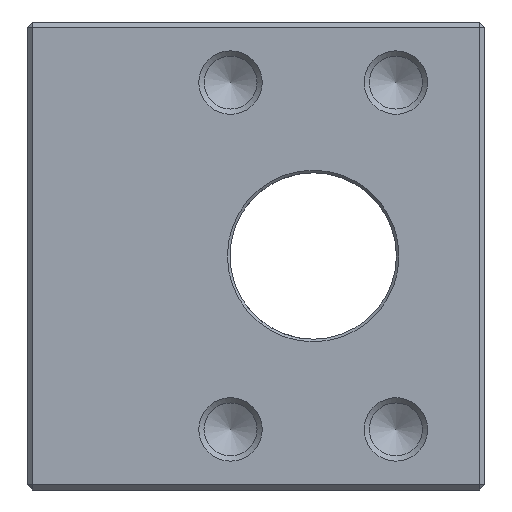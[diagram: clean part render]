
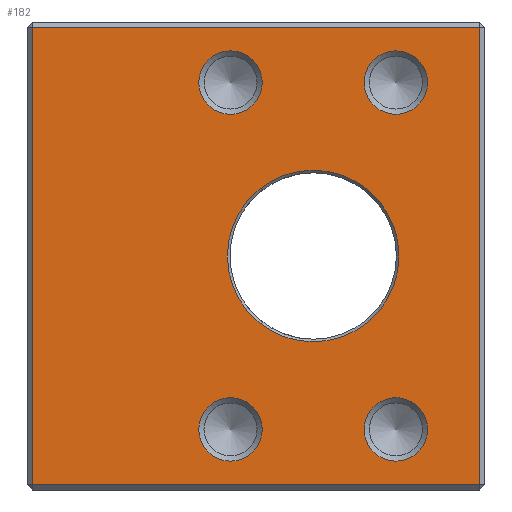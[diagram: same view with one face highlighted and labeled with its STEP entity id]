
A CAD part, left-side view. The second image highlights one B-rep face of the part: STEP entity #182.
In plain terms, the highlighted planar face has unit normal (-1, 0, 0).
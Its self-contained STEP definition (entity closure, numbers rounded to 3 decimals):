
#182=ADVANCED_FACE('',(#371,#372,#373,#374,#375,#376),#249,.F.);
#249=PLANE('',#988);
#275=LINE('',#1377,#323);
#276=LINE('',#1380,#324);
#277=LINE('',#1382,#325);
#278=LINE('',#1384,#326);
#323=VECTOR('',#1106,1.);
#324=VECTOR('',#1107,1.);
#325=VECTOR('',#1108,1.);
#326=VECTOR('',#1109,1.);
#371=FACE_BOUND('',#472,.T.);
#372=FACE_BOUND('',#473,.T.);
#373=FACE_BOUND('',#474,.T.);
#374=FACE_BOUND('',#475,.T.);
#375=FACE_BOUND('',#476,.T.);
#376=FACE_BOUND('',#477,.T.);
#472=EDGE_LOOP('',(#584));
#473=EDGE_LOOP('',(#585));
#474=EDGE_LOOP('',(#586));
#475=EDGE_LOOP('',(#587));
#476=EDGE_LOOP('',(#588));
#477=EDGE_LOOP('',(#589,#590,#591,#592));
#584=ORIENTED_EDGE('',*,*,#848,.T.);
#585=ORIENTED_EDGE('',*,*,#849,.T.);
#586=ORIENTED_EDGE('',*,*,#850,.T.);
#587=ORIENTED_EDGE('',*,*,#851,.T.);
#588=ORIENTED_EDGE('',*,*,#852,.T.);
#589=ORIENTED_EDGE('',*,*,#853,.T.);
#590=ORIENTED_EDGE('',*,*,#854,.T.);
#591=ORIENTED_EDGE('',*,*,#855,.T.);
#592=ORIENTED_EDGE('',*,*,#856,.T.);
#768=VERTEX_POINT('',#1368);
#769=VERTEX_POINT('',#1370);
#770=VERTEX_POINT('',#1372);
#771=VERTEX_POINT('',#1374);
#772=VERTEX_POINT('',#1376);
#773=VERTEX_POINT('',#1378);
#774=VERTEX_POINT('',#1379);
#775=VERTEX_POINT('',#1381);
#776=VERTEX_POINT('',#1383);
#848=EDGE_CURVE('',#768,#768,#940,.T.);
#849=EDGE_CURVE('',#769,#769,#941,.T.);
#850=EDGE_CURVE('',#770,#770,#942,.T.);
#851=EDGE_CURVE('',#771,#771,#943,.T.);
#852=EDGE_CURVE('',#772,#772,#944,.T.);
#853=EDGE_CURVE('',#773,#774,#275,.T.);
#854=EDGE_CURVE('',#774,#775,#276,.T.);
#855=EDGE_CURVE('',#775,#776,#277,.T.);
#856=EDGE_CURVE('',#776,#773,#278,.T.);
#940=CIRCLE('',#983,6.1);
#941=CIRCLE('',#984,6.1);
#942=CIRCLE('',#985,6.1);
#943=CIRCLE('',#986,6.1);
#944=CIRCLE('',#987,16.5);
#983=AXIS2_PLACEMENT_3D('',#1367,#1096,#1097);
#984=AXIS2_PLACEMENT_3D('',#1369,#1098,#1099);
#985=AXIS2_PLACEMENT_3D('',#1371,#1100,#1101);
#986=AXIS2_PLACEMENT_3D('',#1373,#1102,#1103);
#987=AXIS2_PLACEMENT_3D('',#1375,#1104,#1105);
#988=AXIS2_PLACEMENT_3D('',#1385,#1110,#1111);
#1096=DIRECTION('',(1.,0.,0.));
#1097=DIRECTION('',(0.,0.,-1.));
#1098=DIRECTION('',(1.,0.,0.));
#1099=DIRECTION('',(0.,0.,-1.));
#1100=DIRECTION('',(1.,0.,0.));
#1101=DIRECTION('',(0.,0.,-1.));
#1102=DIRECTION('',(1.,0.,0.));
#1103=DIRECTION('',(0.,0.,-1.));
#1104=DIRECTION('',(1.,0.,0.));
#1105=DIRECTION('',(0.,0.,-1.));
#1106=DIRECTION('',(0.,0.,-1.));
#1107=DIRECTION('',(0.,-1.,0.));
#1108=DIRECTION('',(0.,0.,1.));
#1109=DIRECTION('',(0.,1.,0.));
#1110=DIRECTION('',(1.,0.,0.));
#1111=DIRECTION('',(0.,0.,-1.));
#1367=CARTESIAN_POINT('',(0.,4.9,33.35));
#1368=CARTESIAN_POINT('',(0.,4.9,27.25));
#1369=CARTESIAN_POINT('',(0.,-26.9,33.35));
#1370=CARTESIAN_POINT('',(0.,-26.9,27.25));
#1371=CARTESIAN_POINT('',(0.,-26.9,-33.35));
#1372=CARTESIAN_POINT('',(0.,-26.9,-39.45));
#1373=CARTESIAN_POINT('',(0.,4.9,-33.35));
#1374=CARTESIAN_POINT('',(0.,4.9,-39.45));
#1375=CARTESIAN_POINT('',(0.,-11.,0.));
#1376=CARTESIAN_POINT('',(0.,-11.,-16.5));
#1377=CARTESIAN_POINT('',(0.,43.,0.));
#1378=CARTESIAN_POINT('',(0.,43.,44.));
#1379=CARTESIAN_POINT('',(0.,43.,-44.));
#1380=CARTESIAN_POINT('',(0.,0.,-44.));
#1381=CARTESIAN_POINT('',(0.,-43.,-44.));
#1382=CARTESIAN_POINT('',(0.,-43.,0.));
#1383=CARTESIAN_POINT('',(0.,-43.,44.));
#1384=CARTESIAN_POINT('',(0.,0.,44.));
#1385=CARTESIAN_POINT('',(0.,0.,0.));
